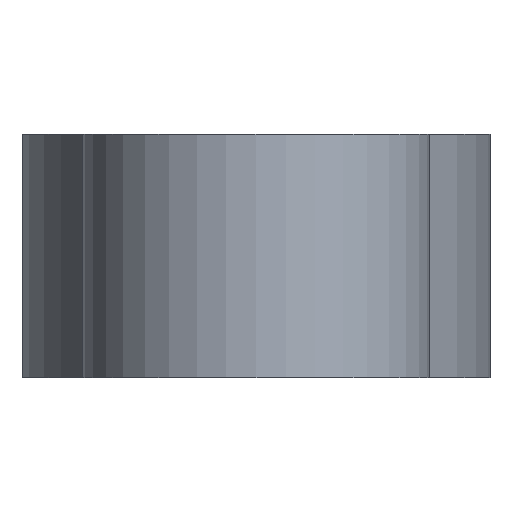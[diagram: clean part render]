
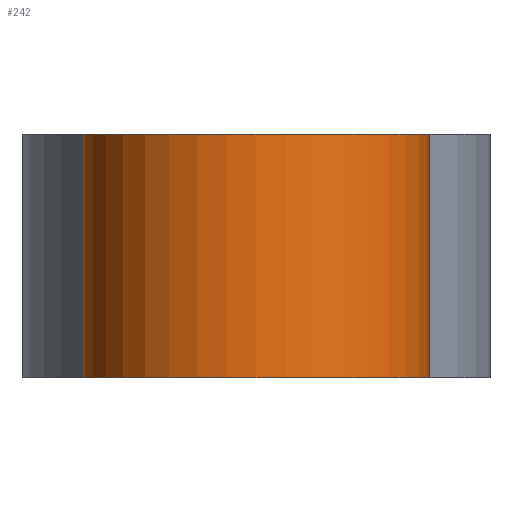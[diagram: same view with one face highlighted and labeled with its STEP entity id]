
A CAD part, left-side view. The second image highlights one B-rep face of the part: STEP entity #242.
In plain terms, the highlighted cylindrical face has radius 3.7 mm (diameter 7.4 mm), a partial arc.
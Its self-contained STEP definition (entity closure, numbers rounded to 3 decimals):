
#36=FACE_OUTER_BOUND('',#52,.T.);
#52=EDGE_LOOP('',(#187,#188,#189,#190));
#71=LINE('',#396,#90);
#72=LINE('',#399,#91);
#90=VECTOR('',#325,10.);
#91=VECTOR('',#328,10.);
#107=CIRCLE('',#273,3.7);
#110=CIRCLE('',#279,3.7);
#117=VERTEX_POINT('',#376);
#118=VERTEX_POINT('',#377);
#126=VERTEX_POINT('',#395);
#127=VERTEX_POINT('',#397);
#141=EDGE_CURVE('',#117,#118,#107,.T.);
#150=EDGE_CURVE('',#118,#126,#71,.T.);
#151=EDGE_CURVE('',#126,#127,#110,.T.);
#152=EDGE_CURVE('',#127,#117,#72,.T.);
#187=ORIENTED_EDGE('',*,*,#141,.T.);
#188=ORIENTED_EDGE('',*,*,#150,.T.);
#189=ORIENTED_EDGE('',*,*,#151,.T.);
#190=ORIENTED_EDGE('',*,*,#152,.T.);
#236=CYLINDRICAL_SURFACE('',#278,3.7);
#242=ADVANCED_FACE('',(#36),#236,.T.);
#273=AXIS2_PLACEMENT_3D('',#378,#309,#310);
#278=AXIS2_PLACEMENT_3D('',#394,#323,#324);
#279=AXIS2_PLACEMENT_3D('',#398,#326,#327);
#309=DIRECTION('center_axis',(0.,0.,-1.));
#310=DIRECTION('ref_axis',(-0.707,0.707,0.));
#323=DIRECTION('center_axis',(0.,0.,1.));
#324=DIRECTION('ref_axis',(-0.707,-0.707,0.));
#325=DIRECTION('',(0.,0.,-1.));
#326=DIRECTION('center_axis',(0.,0.,1.));
#327=DIRECTION('ref_axis',(-0.707,0.707,0.));
#328=DIRECTION('',(0.,0.,1.));
#376=CARTESIAN_POINT('',(-23.6,-3.7,5.2));
#377=CARTESIAN_POINT('',(-23.6,3.7,5.2));
#378=CARTESIAN_POINT('Origin',(-23.6,0.,5.2));
#394=CARTESIAN_POINT('Origin',(-23.6,0.,0.));
#395=CARTESIAN_POINT('',(-23.6,3.7,0.));
#396=CARTESIAN_POINT('',(-23.6,3.7,0.));
#397=CARTESIAN_POINT('',(-23.6,-3.7,0.));
#398=CARTESIAN_POINT('Origin',(-23.6,0.,0.));
#399=CARTESIAN_POINT('',(-23.6,-3.7,0.));
